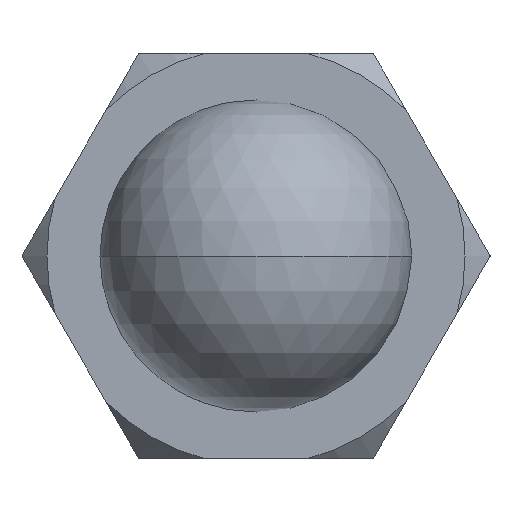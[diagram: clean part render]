
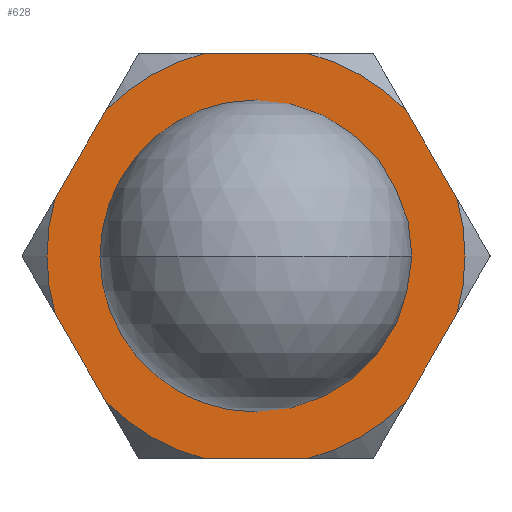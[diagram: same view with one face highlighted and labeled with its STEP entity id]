
A CAD part, left-side view. The second image highlights one B-rep face of the part: STEP entity #628.
In plain terms, the highlighted planar face has unit normal (-1, 0, 0).
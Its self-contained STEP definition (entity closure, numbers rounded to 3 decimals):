
#5 = CIRCLE ( 'NONE', #123, 6.7 ) ;
#13 = CIRCLE ( 'NONE', #111, 6.7 ) ;
#16 = CIRCLE ( 'NONE', #119, 6.7 ) ;
#36 = AXIS2_PLACEMENT_3D ( 'NONE', #833, #794, #792 ) ;
#66 = AXIS2_PLACEMENT_3D ( 'NONE', #924, #918, #912 ) ;
#74 = AXIS2_PLACEMENT_3D ( 'NONE', #949, #947, #944 ) ;
#83 = CIRCLE ( 'NONE', #66, 4.5 ) ;
#86 = AXIS2_PLACEMENT_3D ( 'NONE', #1008, #1001, #999 ) ;
#111 = AXIS2_PLACEMENT_3D ( 'NONE', #1097, #1095, #1094 ) ;
#117 = AXIS2_PLACEMENT_3D ( 'NONE', #1063, #1061, #1058 ) ;
#119 = AXIS2_PLACEMENT_3D ( 'NONE', #1129, #1127, #1126 ) ;
#123 = AXIS2_PLACEMENT_3D ( 'NONE', #1150, #1148, #1147 ) ;
#213 = ORIENTED_EDGE ( 'NONE', *, *, #629, .F. ) ;
#238 = EDGE_LOOP ( 'NONE', ( #708, #760 ) ) ;
#256 = VERTEX_POINT ( 'NONE', #1427 ) ;
#263 = ORIENTED_EDGE ( 'NONE', *, *, #502, .T. ) ;
#264 = VERTEX_POINT ( 'NONE', #1232 ) ;
#285 = ORIENTED_EDGE ( 'NONE', *, *, #465, .T. ) ;
#297 = VERTEX_POINT ( 'NONE', #517 ) ;
#314 = VERTEX_POINT ( 'NONE', #1364 ) ;
#331 = VERTEX_POINT ( 'NONE', #1307 ) ;
#340 = VERTEX_POINT ( 'NONE', #1299 ) ;
#345 = VERTEX_POINT ( 'NONE', #1281 ) ;
#370 = VERTEX_POINT ( 'NONE', #1248 ) ;
#373 = CARTESIAN_POINT ( 'NONE',  ( -5., 4.817, -4.657 ) ) ;
#379 = VERTEX_POINT ( 'NONE', #1230 ) ;
#398 = VERTEX_POINT ( 'NONE', #1195 ) ;
#417 = ORIENTED_EDGE ( 'NONE', *, *, #627, .F. ) ;
#433 = VERTEX_POINT ( 'NONE', #1157 ) ;
#449 = EDGE_CURVE ( 'NONE', #458, #379, #5, .T. ) ;
#458 = VERTEX_POINT ( 'NONE', #1141 ) ;
#465 = EDGE_CURVE ( 'NONE', #433, #370, #16, .T. ) ;
#476 = EDGE_CURVE ( 'NONE', #314, #398, #13, .T. ) ;
#502 = EDGE_CURVE ( 'NONE', #297, #345, #1429, .T. ) ;
#517 = CARTESIAN_POINT ( 'NONE',  ( -5., -6.442, -1.843 ) ) ;
#543 = EDGE_CURVE ( 'NONE', #1405, #340, #759, .T. ) ;
#574 = EDGE_LOOP ( 'NONE', ( #768, #868, #872, #879, #985, #951, #1012, #263, #417, #697, #213, #285 ) ) ;
#581 = EDGE_CURVE ( 'NONE', #915, #331, #1370, .T. ) ;
#582 = DIRECTION ( 'NONE',  ( 0., 0., -1. ) ) ;
#584 = DIRECTION ( 'NONE',  ( 1., 0., 0. ) ) ;
#587 = CARTESIAN_POINT ( 'NONE',  ( -5., 0., 0. ) ) ;
#588 = EDGE_CURVE ( 'NONE', #256, #264, #83, .T. ) ;
#603 = EDGE_CURVE ( 'NONE', #458, #370, #1287, .T. ) ;
#612 = EDGE_CURVE ( 'NONE', #915, #379, #783, .T. ) ;
#613 = EDGE_CURVE ( 'NONE', #1405, #331, #1117, .T. ) ;
#626 = EDGE_CURVE ( 'NONE', #297, #340, #758, .T. ) ;
#627 = EDGE_CURVE ( 'NONE', #314, #345, #1132, .T. ) ;
#628 = ADVANCED_FACE ( 'NONE', ( #873, #1004 ), #798, .F. ) ;
#629 = EDGE_CURVE ( 'NONE', #433, #398, #825, .T. ) ;
#697 = ORIENTED_EDGE ( 'NONE', *, *, #476, .T. ) ;
#708 = ORIENTED_EDGE ( 'NONE', *, *, #588, .T. ) ;
#751 = EDGE_CURVE ( 'NONE', #264, #256, #1312, .T. ) ;
#758 = LINE ( 'NONE', #815, #1000 ) ;
#759 = CIRCLE ( 'NONE', #86, 6.7 ) ;
#760 = ORIENTED_EDGE ( 'NONE', *, *, #751, .T. ) ;
#768 = ORIENTED_EDGE ( 'NONE', *, *, #603, .F. ) ;
#781 = DIRECTION ( 'NONE',  ( 0., -1., 0. ) ) ;
#783 = LINE ( 'NONE', #834, #1067 ) ;
#786 = CARTESIAN_POINT ( 'NONE',  ( -5., 6.7, 6.5 ) ) ;
#788 = AXIS2_PLACEMENT_3D ( 'NONE', #587, #584, #582 ) ;
#792 = DIRECTION ( 'NONE',  ( 0., 0., -1. ) ) ;
#794 = DIRECTION ( 'NONE',  ( 1., 0., 0. ) ) ;
#798 = PLANE ( 'NONE',  #36 ) ;
#803 = DIRECTION ( 'NONE',  ( 0., -0.5, -0.866 ) ) ;
#809 = CARTESIAN_POINT ( 'NONE',  ( -5., -3.954, 6.151 ) ) ;
#812 = DIRECTION ( 'NONE',  ( 0., 0.5, -0.866 ) ) ;
#815 = CARTESIAN_POINT ( 'NONE',  ( -5., -3.954, -6.151 ) ) ;
#820 = DIRECTION ( 'NONE',  ( 0., 1., 0. ) ) ;
#822 = CARTESIAN_POINT ( 'NONE',  ( -5., 6.7, -6.5 ) ) ;
#825 = LINE ( 'NONE', #786, #902 ) ;
#833 = CARTESIAN_POINT ( 'NONE',  ( -5., 6.7, 0. ) ) ;
#834 = CARTESIAN_POINT ( 'NONE',  ( -5., 7.304, -0.349 ) ) ;
#868 = ORIENTED_EDGE ( 'NONE', *, *, #449, .T. ) ;
#872 = ORIENTED_EDGE ( 'NONE', *, *, #612, .F. ) ;
#873 = FACE_BOUND ( 'NONE', #238, .T. ) ;
#878 = DIRECTION ( 'NONE',  ( 0., 0.5, 0.866 ) ) ;
#879 = ORIENTED_EDGE ( 'NONE', *, *, #581, .T. ) ;
#898 = VECTOR ( 'NONE', #803, 1000. ) ;
#902 = VECTOR ( 'NONE', #781, 1000. ) ;
#905 = DIRECTION ( 'NONE',  ( 0., -0.5, 0.866 ) ) ;
#912 = DIRECTION ( 'NONE',  ( 0., 0., -1. ) ) ;
#915 = VERTEX_POINT ( 'NONE', #373 ) ;
#918 = DIRECTION ( 'NONE',  ( 1., 0., 0. ) ) ;
#924 = CARTESIAN_POINT ( 'NONE',  ( -5., 0., 0. ) ) ;
#933 = CARTESIAN_POINT ( 'NONE',  ( -5., 7.304, 0.349 ) ) ;
#944 = DIRECTION ( 'NONE',  ( 0., 0., 1. ) ) ;
#947 = DIRECTION ( 'NONE',  ( -1., 0., 0. ) ) ;
#949 = CARTESIAN_POINT ( 'NONE',  ( -5., 0., 0. ) ) ;
#951 = ORIENTED_EDGE ( 'NONE', *, *, #543, .T. ) ;
#985 = ORIENTED_EDGE ( 'NONE', *, *, #613, .F. ) ;
#999 = DIRECTION ( 'NONE',  ( 0., 0., 1. ) ) ;
#1000 = VECTOR ( 'NONE', #812, 1000. ) ;
#1001 = DIRECTION ( 'NONE',  ( -1., 0., 0. ) ) ;
#1004 = FACE_OUTER_BOUND ( 'NONE', #574, .T. ) ;
#1008 = CARTESIAN_POINT ( 'NONE',  ( -5., 0., 0. ) ) ;
#1012 = ORIENTED_EDGE ( 'NONE', *, *, #626, .F. ) ;
#1058 = DIRECTION ( 'NONE',  ( 0., 0., 1. ) ) ;
#1061 = DIRECTION ( 'NONE',  ( -1., 0., 0. ) ) ;
#1063 = CARTESIAN_POINT ( 'NONE',  ( -5., 0., 0. ) ) ;
#1067 = VECTOR ( 'NONE', #878, 1000. ) ;
#1094 = DIRECTION ( 'NONE',  ( 0., 0., 1. ) ) ;
#1095 = DIRECTION ( 'NONE',  ( -1., 0., 0. ) ) ;
#1097 = CARTESIAN_POINT ( 'NONE',  ( -5., 0., 0. ) ) ;
#1117 = LINE ( 'NONE', #822, #1325 ) ;
#1126 = DIRECTION ( 'NONE',  ( 0., 0., 1. ) ) ;
#1127 = DIRECTION ( 'NONE',  ( -1., 0., 0. ) ) ;
#1129 = CARTESIAN_POINT ( 'NONE',  ( -5., 0., 0. ) ) ;
#1132 = LINE ( 'NONE', #809, #898 ) ;
#1141 = CARTESIAN_POINT ( 'NONE',  ( -5., 6.442, 1.843 ) ) ;
#1147 = DIRECTION ( 'NONE',  ( 0., 0., 1. ) ) ;
#1148 = DIRECTION ( 'NONE',  ( -1., 0., 0. ) ) ;
#1150 = CARTESIAN_POINT ( 'NONE',  ( -5., 0., 0. ) ) ;
#1157 = CARTESIAN_POINT ( 'NONE',  ( -5., 1.625, 6.5 ) ) ;
#1195 = CARTESIAN_POINT ( 'NONE',  ( -5., -1.625, 6.5 ) ) ;
#1198 = CARTESIAN_POINT ( 'NONE',  ( -5., -1.625, -6.5 ) ) ;
#1230 = CARTESIAN_POINT ( 'NONE',  ( -5., 6.442, -1.843 ) ) ;
#1232 = CARTESIAN_POINT ( 'NONE',  ( -5., 0., 4.5 ) ) ;
#1248 = CARTESIAN_POINT ( 'NONE',  ( -5., 4.817, 4.657 ) ) ;
#1281 = CARTESIAN_POINT ( 'NONE',  ( -5., -6.442, 1.843 ) ) ;
#1287 = LINE ( 'NONE', #933, #1314 ) ;
#1299 = CARTESIAN_POINT ( 'NONE',  ( -5., -4.817, -4.657 ) ) ;
#1307 = CARTESIAN_POINT ( 'NONE',  ( -5., 1.625, -6.5 ) ) ;
#1312 = CIRCLE ( 'NONE', #788, 4.5 ) ;
#1314 = VECTOR ( 'NONE', #905, 1000. ) ;
#1325 = VECTOR ( 'NONE', #820, 1000. ) ;
#1364 = CARTESIAN_POINT ( 'NONE',  ( -5., -4.817, 4.657 ) ) ;
#1370 = CIRCLE ( 'NONE', #74, 6.7 ) ;
#1405 = VERTEX_POINT ( 'NONE', #1198 ) ;
#1427 = CARTESIAN_POINT ( 'NONE',  ( -5., 0., -4.5 ) ) ;
#1429 = CIRCLE ( 'NONE', #117, 6.7 ) ;
